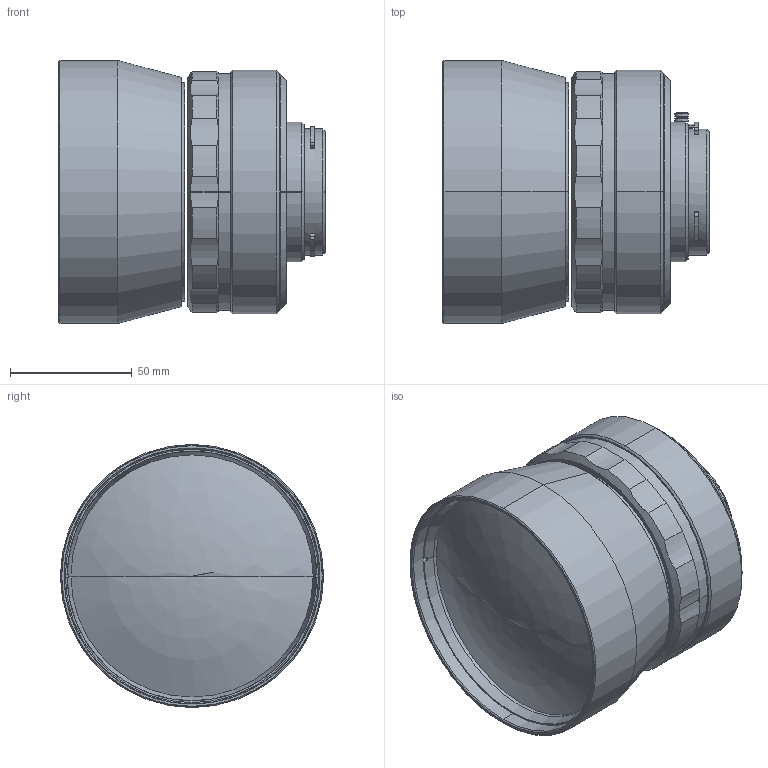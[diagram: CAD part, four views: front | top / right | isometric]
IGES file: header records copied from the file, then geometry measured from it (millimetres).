
Start section: SolidWorks IGES file using analytic representation for surfaces
Global section: file name: MW10023.IGS; native system: SolidWorks 2015; preprocessor: SolidWorks 2015; author: piermario; date: 160314.103729; units: millimetre
Bounding box: 109.37 x 108 x 108 mm (x, y, z)
Surface area: 83183.7 mm2 (no closed solid volume)
Topology: 0 solids, 0 shells, 159 faces, 3369 edges, 3367 vertices
Faces by surface type: revolution 123, bspline 36
